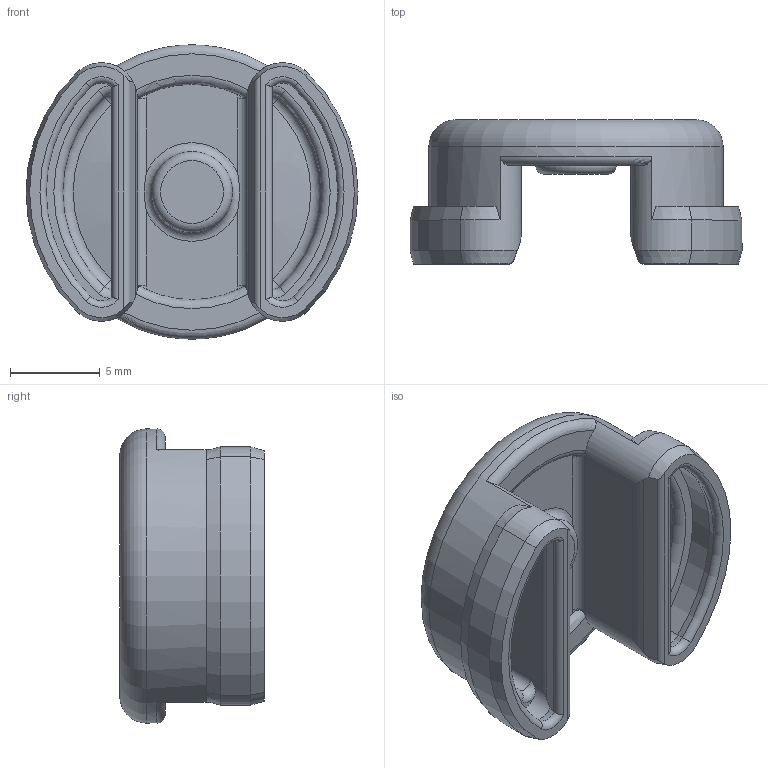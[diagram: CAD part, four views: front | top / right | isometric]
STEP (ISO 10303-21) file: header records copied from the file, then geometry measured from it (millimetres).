
FILE_DESCRIPTION(/* description */ (''),/* implementation_level */ '2;1');
FILE_NAME(/* name */ 'Tadpole_Button_Flat.step',/* time_stamp */ '2023-11-24T08:50:06-05:00',/* author */ (''),/* organization */ (''),/* preprocessor_version */ 'ST-DEVELOPER v20',/* originating_system */ 'Autodesk Translation Framework v12.14.0.127',/* authorisation */ '');
FILE_SCHEMA (('AUTOMOTIVE_DESIGN { 1 0 10303 214 3 1 1 }'));
Length unit declared in the file: millimetre
Products named in the file (1): Tadpole Button
Bounding box: 18.5 x 8.04 x 16.4 mm (x, y, z)
Volume: 779.8 mm3; surface area: 1288 mm2
Topology: 1 solids, 2 shells, 102 faces, 252 edges, 153 vertices
Faces by surface type: cylinder 29, torus 27, cone 20, plane 19, sphere 7
Full cylindrical faces by diameter (mm): 16.4 x1
Entity records: 3337 total; most frequent: CARTESIAN_POINT 825, DIRECTION 579, ORIENTED_EDGE 500, AXIS2_PLACEMENT_3D 257, EDGE_CURVE 250, VERTEX_POINT 153, CIRCLE 130, EDGE_LOOP 104
